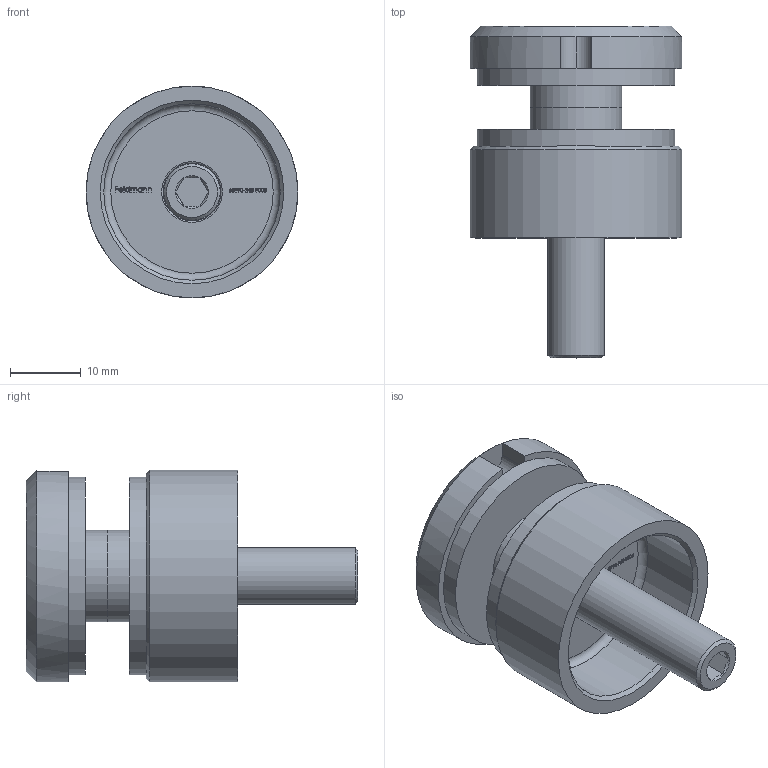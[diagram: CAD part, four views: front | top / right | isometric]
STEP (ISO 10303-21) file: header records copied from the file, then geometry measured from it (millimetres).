
FILE_DESCRIPTION (( 'STEP AP203' ), '1' );
FILE_NAME ('60190-240-9005.STEP', '2025-04-10T12:45:28', ( '' ), ( '' ), 'SwSTEP 2.0', 'SolidWorks 2018', '' );
FILE_SCHEMA (( 'CONFIG_CONTROL_DESIGN' ));
Length unit declared in the file: millimetre
Products named in the file (5): 60190-240-9005; DIN913 M8x45_DIN913 M8x45; 60190-240 Teil1_6019X-240-9005 Teil1; 60190-240 Teil2_60190-240-9005 Teil2; 6019X-240 Teil3_6019X-240 Teil3
Assembly tree (5 placements, depth 2):
  60190-240-9005
    60190-240 Teil2_60190-240-9005 Teil2
    6019X-240 Teil3_6019X-240 Teil3  x2
    60190-240 Teil1_6019X-240-9005 Teil1
    DIN913 M8x45_DIN913 M8x45
Bounding box: 30 x 47 x 30 mm (x, y, z)
Volume: 13209.3 mm3; surface area: 10391.3 mm2
Topology: 5 solids, 5 shells, 331 faces, 824 edges, 546 vertices
Faces by surface type: plane 164, bspline 134, cylinder 18, cone 11, torus 4
Full cylindrical faces by diameter (mm): 6.8 x1, 8 x1, 8.2 x3, 11 x4, 13 x2, 25 x1, 28 x2, 30 x1
Entity records: 18118 total; most frequent: CARTESIAN_POINT 10866, ORIENTED_EDGE 1556, DIRECTION 939, EDGE_CURVE 778, VERTEX_POINT 530, VECTOR 461, LINE 461, EDGE_LOOP 392
